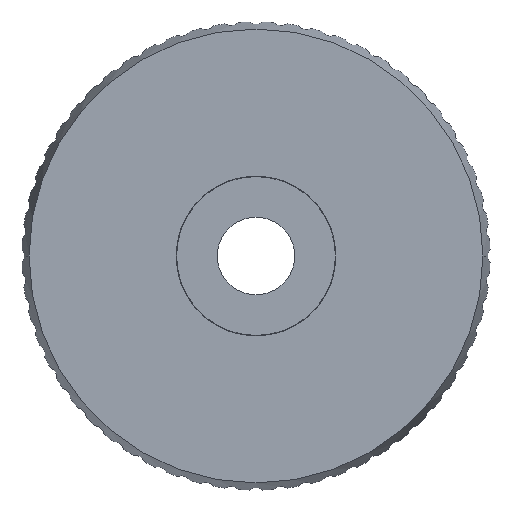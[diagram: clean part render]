
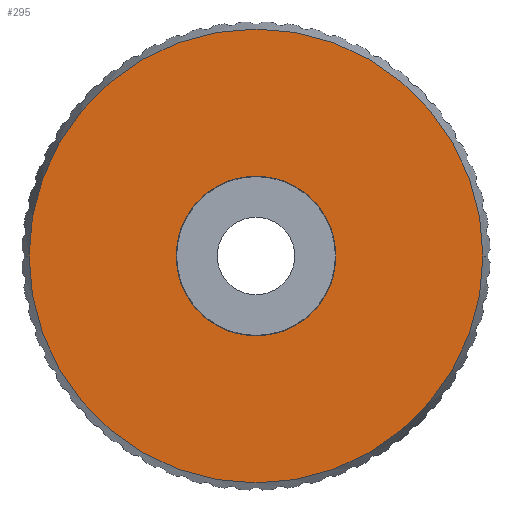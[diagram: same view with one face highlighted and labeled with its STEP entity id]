
A CAD part, front view. The second image highlights one B-rep face of the part: STEP entity #295.
In plain terms, the highlighted planar face has unit normal (0, -1, 0).
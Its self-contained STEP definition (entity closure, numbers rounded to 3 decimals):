
#295=ADVANCED_FACE('',(#798,#799),#800,.T.);
#798=FACE_OUTER_BOUND('',#1307,.T.);
#799=FACE_BOUND('',#1308,.T.);
#800=PLANE('',#1309);
#1307=EDGE_LOOP('',(#3430,#3431));
#1308=EDGE_LOOP('',(#3432,#3433,#3434));
#1309=AXIS2_PLACEMENT_3D('',#3435,#3436,#3437);
#3430=ORIENTED_EDGE('',*,*,#3717,.F.);
#3431=ORIENTED_EDGE('',*,*,#3965,.F.);
#3432=ORIENTED_EDGE('',*,*,#4327,.T.);
#3433=ORIENTED_EDGE('',*,*,#3707,.T.);
#3434=ORIENTED_EDGE('',*,*,#4328,.T.);
#3435=CARTESIAN_POINT('',(19.793,-10.0,0.0));
#3436=DIRECTION('',(0.,-1.0,0.0));
#3437=DIRECTION('',(-1.0,0.,0.0));
#3707=EDGE_CURVE('',#4579,#4585,#4587,.T.);
#3717=EDGE_CURVE('',#4603,#4606,#4607,.T.);
#3965=EDGE_CURVE('',#4606,#4603,#5096,.T.);
#4327=EDGE_CURVE('',#5578,#4579,#5579,.T.);
#4328=EDGE_CURVE('',#4585,#5578,#5580,.T.);
#4579=VERTEX_POINT('',#5833);
#4585=VERTEX_POINT('',#5839);
#4587=CIRCLE('',#5841,10.305);
#4603=VERTEX_POINT('',#5861);
#4606=VERTEX_POINT('',#5865);
#4607=CIRCLE('',#5866,29.28);
#5096=CIRCLE('',#6376,29.28);
#5578=VERTEX_POINT('',#8038);
#5579=CIRCLE('',#8039,10.305);
#5580=CIRCLE('',#8040,10.305);
#5833=CARTESIAN_POINT('',(0.,-10.0,-10.305));
#5839=CARTESIAN_POINT('',(0.,-10.0,10.305));
#5841=AXIS2_PLACEMENT_3D('',#8422,#8423,#8424);
#5861=CARTESIAN_POINT('',(29.28,-10.0,0.0));
#5865=CARTESIAN_POINT('',(-29.28,-10.0,0.));
#5866=AXIS2_PLACEMENT_3D('',#8442,#8443,#8444);
#6376=AXIS2_PLACEMENT_3D('',#9174,#9175,#9176);
#8038=CARTESIAN_POINT('',(10.305,-10.0,0.0));
#8039=AXIS2_PLACEMENT_3D('',#9670,#9671,#9672);
#8040=AXIS2_PLACEMENT_3D('',#9673,#9674,#9675);
#8422=CARTESIAN_POINT('',(0.0,-10.0,0.0));
#8423=DIRECTION('',(-0.0,1.0,0.0));
#8424=DIRECTION('',(1.0,0.0,0.0));
#8442=CARTESIAN_POINT('',(0.0,-10.0,0.0));
#8443=DIRECTION('',(-0.0,1.0,0.0));
#8444=DIRECTION('',(1.0,0.0,0.0));
#9174=CARTESIAN_POINT('',(0.0,-10.0,0.0));
#9175=DIRECTION('',(-0.0,1.0,0.0));
#9176=DIRECTION('',(1.0,0.0,0.0));
#9670=CARTESIAN_POINT('',(0.0,-10.0,0.0));
#9671=DIRECTION('',(-0.0,1.0,0.0));
#9672=DIRECTION('',(1.0,0.0,0.0));
#9673=CARTESIAN_POINT('',(0.0,-10.0,0.0));
#9674=DIRECTION('',(-0.0,1.0,0.0));
#9675=DIRECTION('',(1.0,0.0,0.0));
